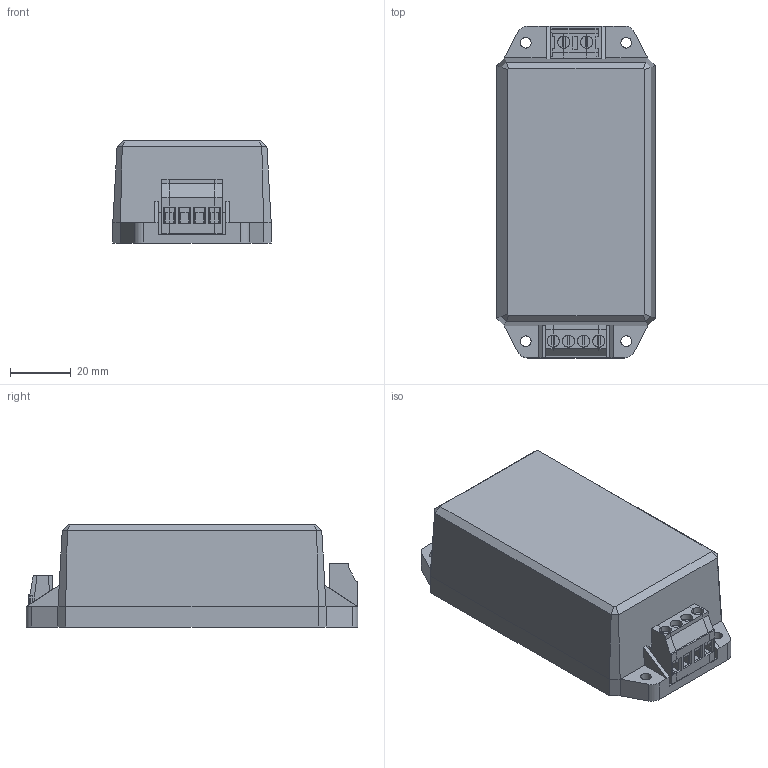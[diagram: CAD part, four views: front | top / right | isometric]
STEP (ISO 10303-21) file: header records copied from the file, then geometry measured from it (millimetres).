
FILE_DESCRIPTION(/* description */ (''),/* implementation_level */ '2;1');
FILE_NAME(/* name */ 'IRM-60-xxST',/* time_stamp */ '2018-11-27T21:38:10+01:00',/* author */ (''),/* organization */ (''),/* preprocessor_version */ 'ST-DEVELOPER v16.5',/* originating_system */ '',/* authorisation */ '');
FILE_SCHEMA (('AUTOMOTIVE_DESIGN'));
Length unit declared in the file: millimetre
Products named in the file (1): Document
Bounding box: 52 x 109 x 33.5 mm (x, y, z)
Volume: 151084.2 mm3; surface area: 23529.1 mm2
Topology: 1 solids, 15 shells, 361 faces, 1025 edges, 672 vertices
Faces by surface type: plane 315, bspline 46
Entity records: 10587 total; most frequent: CARTESIAN_POINT 3946, ORIENTED_EDGE 1804, EDGE_CURVE 1025, B_SPLINE_CURVE_WITH_KNOTS 875, VERTEX_POINT 672, EDGE_LOOP 379, ADVANCED_FACE 361, FACE_OUTER_BOUND 361
